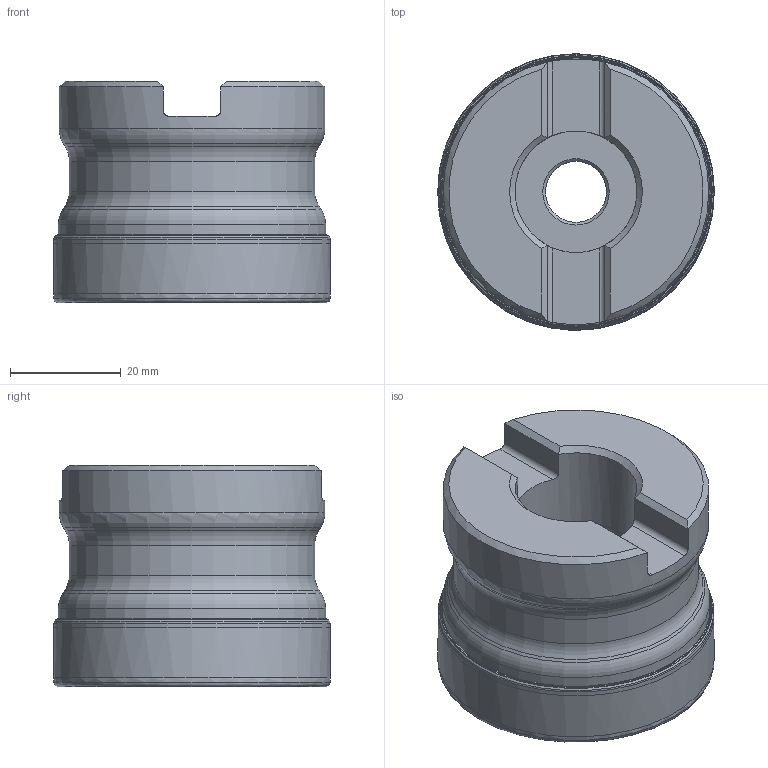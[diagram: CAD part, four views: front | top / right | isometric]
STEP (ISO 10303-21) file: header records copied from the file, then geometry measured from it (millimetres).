
FILE_DESCRIPTION(/* description */ (''),/* implementation_level */ '2;1');
FILE_NAME(/* name */ '50A04R_S90LN12_C_115009912ndi000_00_SIM.stp',/* time_stamp */ '2019-12-09T11:51:09+01:00',/* author */ (''),/* organization */ (''),/* preprocessor_version */ 'ST-DEVELOPER v16.7',/* originating_system */ 'SIEMENS PLM Software NX 12.0',/* authorisation */ '');
FILE_SCHEMA (('AUTOMOTIVE_DESIGN { 1 0 10303 214 3 1 1 1 }'));
Length unit declared in the file: millimetre
Products named in the file (1): wq703E589E8A8gxv
Bounding box: 49.96 x 49.95 x 40 mm (x, y, z)
Volume: 67426.2 mm3; surface area: 16852.4 mm2
Topology: 2 solids, 2 shells, 80 faces, 181 edges, 105 vertices
Faces by surface type: revolution 36, plane 16, cylinder 11, cone 9, torus 8
Full cylindrical faces by diameter (mm): 11 x1, 18 x1, 22 x1, 23 x1, 44.337 x1, 48 x1, 48.337 x1
Entity records: 2260 total; most frequent: CARTESIAN_POINT 750, DIRECTION 284, ORIENTED_EDGE 222, EDGE_LOOP 140, FACE_BOUND 120, AXIS2_PLACEMENT_3D 112, EDGE_CURVE 111, VERTEX_POINT 91
